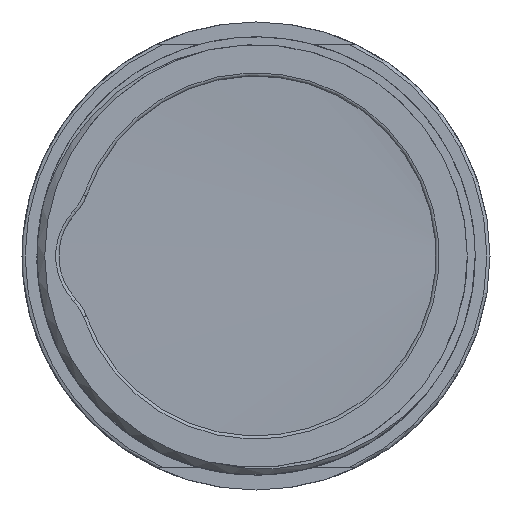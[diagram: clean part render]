
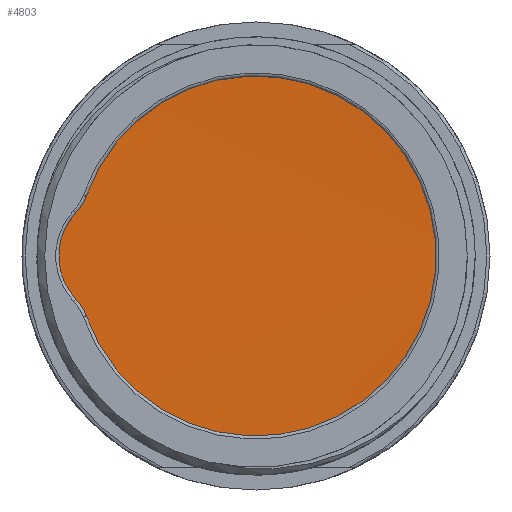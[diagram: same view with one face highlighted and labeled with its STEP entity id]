
A CAD part, left-side view. The second image highlights one B-rep face of the part: STEP entity #4803.
In plain terms, the highlighted cylindrical face has radius 13.5 mm (diameter 27 mm), a full revolution.
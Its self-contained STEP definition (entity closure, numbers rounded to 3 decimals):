
#401=CIRCLE('',#5228,13.5);
#653=FACE_OUTER_BOUND('',#931,.T.);
#931=EDGE_LOOP('',(#3354,#3355,#3356,#3357));
#1174=B_SPLINE_CURVE_WITH_KNOTS('',3,(#8216,#8217,#8218,#8219,#8220,#8221,
#8222,#8223,#8224,#8225,#8226,#8227,#8228),.UNSPECIFIED.,.F.,.F.,(4,1,1,
1,1,1,1,1,1,1,4),(4.937,5.42,5.903,6.386,
6.869,7.352,7.835,8.318,8.801,
9.285,9.425),.UNSPECIFIED.);
#1267=LINE('',#6958,#1529);
#1273=LINE('',#7062,#1535);
#1529=VECTOR('',#5578,13.5);
#1535=VECTOR('',#5600,13.5);
#1791=VERTEX_POINT('',#6956);
#1792=VERTEX_POINT('',#6957);
#1800=VERTEX_POINT('',#7061);
#1856=VERTEX_POINT('',#7454);
#2273=EDGE_CURVE('',#1791,#1792,#1267,.T.);
#2287=EDGE_CURVE('',#1800,#1791,#1273,.T.);
#2479=EDGE_CURVE('',#1856,#1800,#401,.T.);
#2493=EDGE_CURVE('',#1856,#1792,#1174,.T.);
#3354=ORIENTED_EDGE('',*,*,#2273,.T.);
#3355=ORIENTED_EDGE('',*,*,#2493,.F.);
#3356=ORIENTED_EDGE('',*,*,#2479,.T.);
#3357=ORIENTED_EDGE('',*,*,#2287,.T.);
#4423=CYLINDRICAL_SURFACE('',#5246,13.5);
#4803=ADVANCED_FACE('',(#653),#4423,.T.);
#5228=AXIS2_PLACEMENT_3D('',#7822,#6038,#6039);
#5246=AXIS2_PLACEMENT_3D('',#8229,#6075,#6076);
#5578=DIRECTION('',(1.,0.,0.));
#5600=DIRECTION('',(1.,0.,0.));
#6038=DIRECTION('center_axis',(1.,0.,0.));
#6039=DIRECTION('ref_axis',(0.,-1.,0.));
#6075=DIRECTION('center_axis',(1.,0.,0.));
#6076=DIRECTION('ref_axis',(0.,1.,0.));
#6956=CARTESIAN_POINT('',(0.8,-13.5,0.));
#6957=CARTESIAN_POINT('',(2.,-13.5,0.));
#6958=CARTESIAN_POINT('',(-0.6,-13.5,0.));
#7061=CARTESIAN_POINT('',(0.,-13.5,0.));
#7062=CARTESIAN_POINT('',(-0.6,-13.5,0.));
#7454=CARTESIAN_POINT('',(0.,3.004,13.162));
#7822=CARTESIAN_POINT('Origin',(0.,0.,
0.));
#8216=CARTESIAN_POINT('Ctrl Pts',(0.,3.004,
13.162));
#8217=CARTESIAN_POINT('Ctrl Pts',(0.072,5.123,12.678));
#8218=CARTESIAN_POINT('Ctrl Pts',(0.215,9.122,10.668));
#8219=CARTESIAN_POINT('Ctrl Pts',(0.431,13.034,5.209));
#8220=CARTESIAN_POINT('Ctrl Pts',(0.646,13.962,-1.441));
#8221=CARTESIAN_POINT('Ctrl Pts',(0.861,11.695,-7.762));
#8222=CARTESIAN_POINT('Ctrl Pts',(1.076,6.751,-12.306));
#8223=CARTESIAN_POINT('Ctrl Pts',(1.292,0.262,-14.034));
#8224=CARTESIAN_POINT('Ctrl Pts',(1.507,-6.287,-12.55));
#8225=CARTESIAN_POINT('Ctrl Pts',(1.722,-11.397,-8.194));
#8226=CARTESIAN_POINT('Ctrl Pts',(1.887,-13.307,-3.436));
#8227=CARTESIAN_POINT('Ctrl Pts',(1.979,-13.5,-0.631));
#8228=CARTESIAN_POINT('Ctrl Pts',(2.,-13.5,0.));
#8229=CARTESIAN_POINT('Origin',(-0.6,0.,0.));
